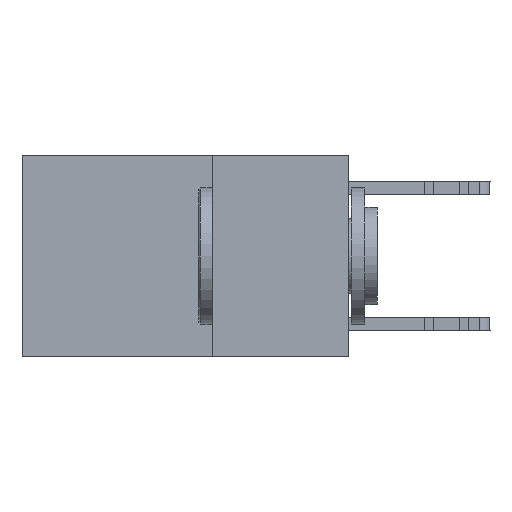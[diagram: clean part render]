
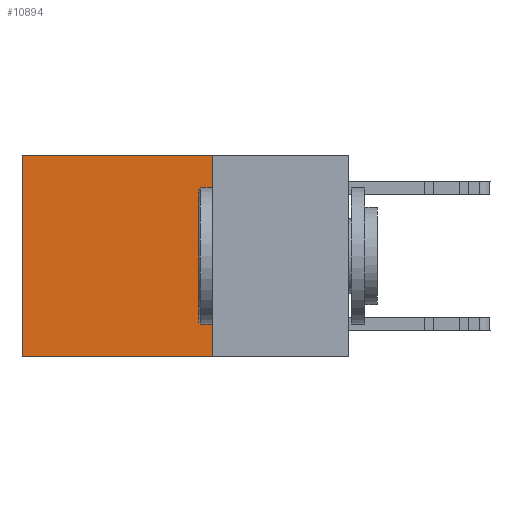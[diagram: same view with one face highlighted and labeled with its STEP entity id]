
A CAD part, left-side view. The second image highlights one B-rep face of the part: STEP entity #10894.
In plain terms, the highlighted planar face has unit normal (-1, 0, 0).
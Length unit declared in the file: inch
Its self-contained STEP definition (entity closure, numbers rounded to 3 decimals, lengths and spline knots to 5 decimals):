
#718 = ORIENTED_EDGE ( 'NONE', *, *, #16486, .F. ) ;
#2618 = CARTESIAN_POINT ( 'NONE',  ( 0.2625, 0.6, 0. ) ) ;
#3786 = VECTOR ( 'NONE', #19121, 39.37008 ) ;
#4119 = ORIENTED_EDGE ( 'NONE', *, *, #23242, .T. ) ;
#5042 = CARTESIAN_POINT ( 'NONE',  ( 0.2625, 0.25, 0. ) ) ;
#7350 = DIRECTION ( 'NONE',  ( 1., 0., 0. ) ) ;
#7916 = LINE ( 'NONE', #12549, #29919 ) ;
#8364 = LINE ( 'NONE', #29806, #15660 ) ;
#8579 = VERTEX_POINT ( 'NONE', #2618 ) ;
#9018 = LINE ( 'NONE', #15513, #29022 ) ;
#10894 = ADVANCED_FACE ( 'NONE', ( #21252 ), #24039, .F. ) ;
#10965 = CARTESIAN_POINT ( 'NONE',  ( 0.2625, 0.25, 0. ) ) ;
#11838 = DIRECTION ( 'NONE',  ( 0., 0., -1. ) ) ;
#12021 = CARTESIAN_POINT ( 'NONE',  ( 0.2625, 0.25, 0. ) ) ;
#12549 = CARTESIAN_POINT ( 'NONE',  ( 0.2625, 0.25, 0. ) ) ;
#13804 = DIRECTION ( 'NONE',  ( 0., 1., 0. ) ) ;
#13963 = VERTEX_POINT ( 'NONE', #14635 ) ;
#14635 = CARTESIAN_POINT ( 'NONE',  ( 0.2625, 0.6, -0.37 ) ) ;
#15192 = EDGE_CURVE ( 'NONE', #8579, #13963, #8364, .T. ) ;
#15513 = CARTESIAN_POINT ( 'NONE',  ( 0.2625, 0.25, -0.37 ) ) ;
#15660 = VECTOR ( 'NONE', #20542, 39.37008 ) ;
#16486 = EDGE_CURVE ( 'NONE', #19873, #17201, #7916, .T. ) ;
#17201 = VERTEX_POINT ( 'NONE', #21093 ) ;
#17234 = EDGE_LOOP ( 'NONE', ( #19586, #26799, #718, #4119 ) ) ;
#18818 = LINE ( 'NONE', #12021, #3786 ) ;
#19121 = DIRECTION ( 'NONE',  ( 0., 1., 0. ) ) ;
#19586 = ORIENTED_EDGE ( 'NONE', *, *, #15192, .T. ) ;
#19873 = VERTEX_POINT ( 'NONE', #10965 ) ;
#20542 = DIRECTION ( 'NONE',  ( 0., 0., -1. ) ) ;
#21093 = CARTESIAN_POINT ( 'NONE',  ( 0.2625, 0.25, -0.37 ) ) ;
#21252 = FACE_OUTER_BOUND ( 'NONE', #17234, .T. ) ;
#23242 = EDGE_CURVE ( 'NONE', #19873, #8579, #18818, .T. ) ;
#24039 = PLANE ( 'NONE',  #27766 ) ;
#26743 = DIRECTION ( 'NONE',  ( 0., 0., -1. ) ) ;
#26799 = ORIENTED_EDGE ( 'NONE', *, *, #27261, .F. ) ;
#27261 = EDGE_CURVE ( 'NONE', #17201, #13963, #9018, .T. ) ;
#27766 = AXIS2_PLACEMENT_3D ( 'NONE', #5042, #7350, #11838 ) ;
#29022 = VECTOR ( 'NONE', #13804, 39.37008 ) ;
#29806 = CARTESIAN_POINT ( 'NONE',  ( 0.2625, 0.6, 0. ) ) ;
#29919 = VECTOR ( 'NONE', #26743, 39.37008 ) ;
